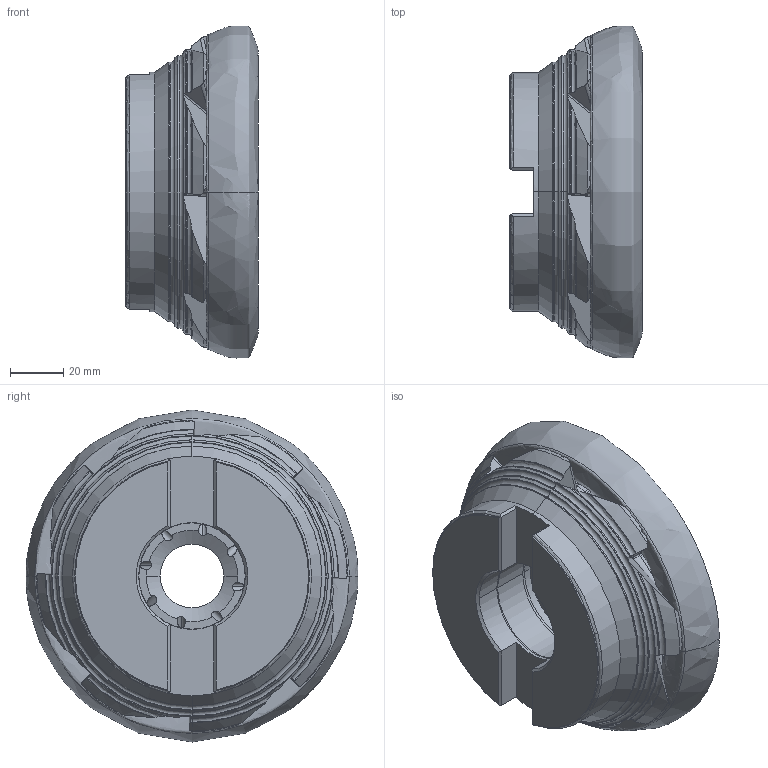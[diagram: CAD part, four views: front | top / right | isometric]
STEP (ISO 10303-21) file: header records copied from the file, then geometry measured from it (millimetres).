
FILE_DESCRIPTION (( 'STEP AP214' ), '1' );
FILE_NAME ('00PP_125_19_8.STEP', '2016-07-01T11:36:04', ( '' ), ( '' ), 'SwSTEP 2.0', 'SolidWorks 2016', '' );
FILE_SCHEMA (( 'AUTOMOTIVE_DESIGN' ));
Length unit declared in the file: millimetre
Products named in the file (1): 00PP_125_19_8
Bounding box: 49.96 x 124.96 x 124.97 mm (x, y, z)
Volume: 380943.3 mm3; surface area: 50516.6 mm2
Topology: 1 solids, 1 shells, 452 faces, 1332 edges, 848 vertices
Faces by surface type: plane 138, cylinder 130, torus 72, cone 68, bspline 44
Entity records: 19365 total; most frequent: CARTESIAN_POINT 8254, ORIENTED_EDGE 2664, DIRECTION 1978, EDGE_CURVE 1332, VERTEX_POINT 848, AXIS2_PLACEMENT_3D 796, EDGE_LOOP 468, B_SPLINE_CURVE_WITH_KNOTS 456
